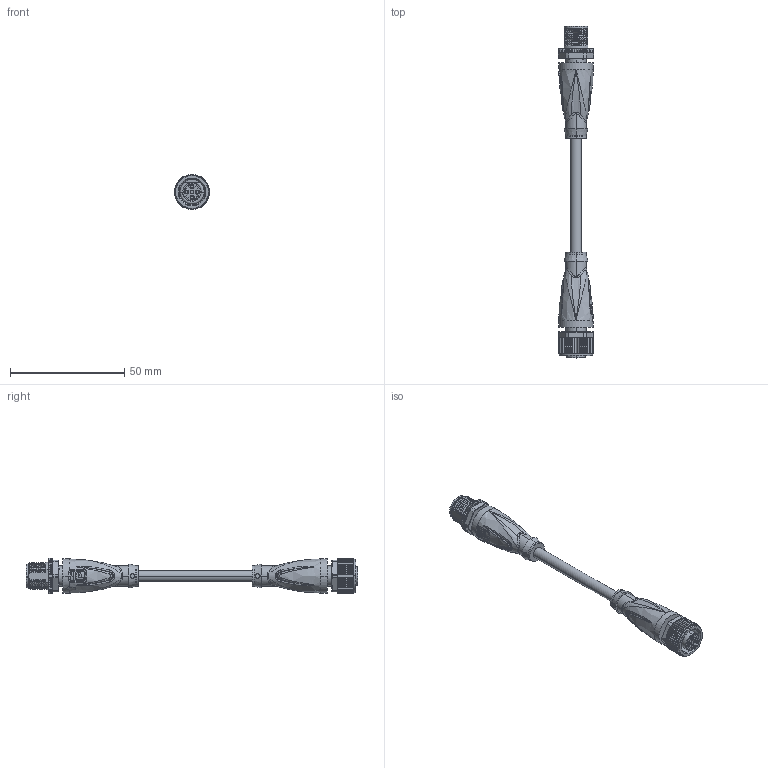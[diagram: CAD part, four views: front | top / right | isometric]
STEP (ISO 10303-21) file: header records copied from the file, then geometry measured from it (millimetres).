
FILE_DESCRIPTION(('STEP AP214'),'1');
FILE_NAME('cctmp_EEDF82D6-D5BC-457B-B316-6793BF7F54EC_2022_04_27_10_41_42_0033..stp','2022-04-27T08:41:50',('KiM GmbH'),('CADClick - www.CADClick.com'),'Spatial InterOp 3D postprocessed',' ','unknown authorization');
FILE_SCHEMA(('AUTOMOTIVE_DESIGN'));
Length unit declared in the file: millimetre
Products named in the file (9): Connection2; Connection2_2; Connection2_1; T193324_1; Cable; Connection1; Connection1_2; Connection1_1; T193324
Assembly tree (8 placements, depth 4):
  T193324
    T193324_1
      Connection2
        Connection2_2
        Connection2_1
      Cable
      Connection1
        Connection1_2
        Connection1_1
Bounding box: 15.4 x 145.5 x 15.37 mm (x, y, z)
Volume: 12116.2 mm3; surface area: 8930.4 mm2
Topology: 7 solids, 27 shells, 2160 faces, 5642 edges, 3556 vertices
Faces by surface type: plane 976, cylinder 460, torus 328, bspline 254, cone 134, sphere 4, extrusion 4
Entity records: 102948 total; most frequent: CARTESIAN_POINT 44731, ORIENTED_EDGE 11188, DIRECTION 10246, EDGE_CURVE 5616, AXIS2_PLACEMENT_3D 3711, VERTEX_POINT 3556, VECTOR 2824, LINE 2820
